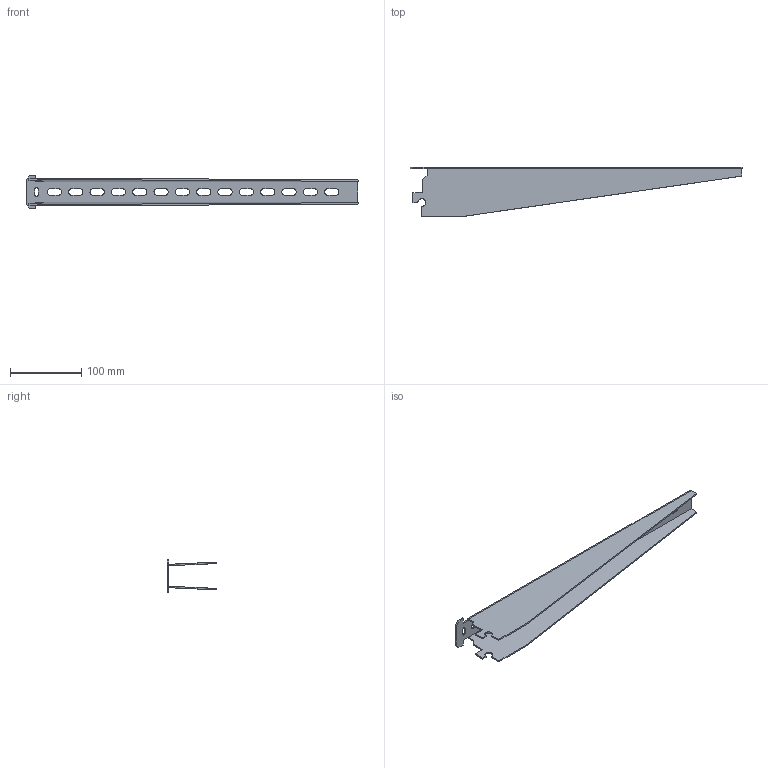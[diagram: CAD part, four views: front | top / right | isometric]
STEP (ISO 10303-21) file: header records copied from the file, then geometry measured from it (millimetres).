
FILE_DESCRIPTION (( 'STEP AP203' ), '1' );
FILE_NAME ('CLW10-GEM-PK-450 Ïîëêà êàáåëüíàÿ Ê1163.STEP', '2016-02-25T06:54:31', ( '' ), ( '' ), 'SwSTEP 2.0', 'SolidWorks 2014', '' );
FILE_SCHEMA (( 'CONFIG_CONTROL_DESIGN' ));
Length unit declared in the file: millimetre
Products named in the file (1): CLW10-GEM-PK-450 Ïîëêà êàáåëüíàÿ Ê1163
Bounding box: 467 x 69.94 x 46 mm (x, y, z)
Volume: 103454.5 mm3; surface area: 107516.2 mm2
Topology: 1 solids, 1 shells, 106 faces, 302 edges, 198 vertices
Faces by surface type: plane 74, cylinder 32
Entity records: 3567 total; most frequent: CARTESIAN_POINT 607, ORIENTED_EDGE 604, DIRECTION 580, EDGE_CURVE 302, VECTOR 238, LINE 238, VERTEX_POINT 198, AXIS2_PLACEMENT_3D 171
